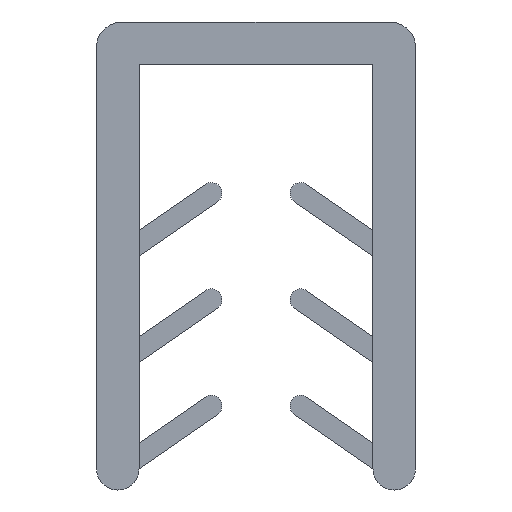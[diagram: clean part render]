
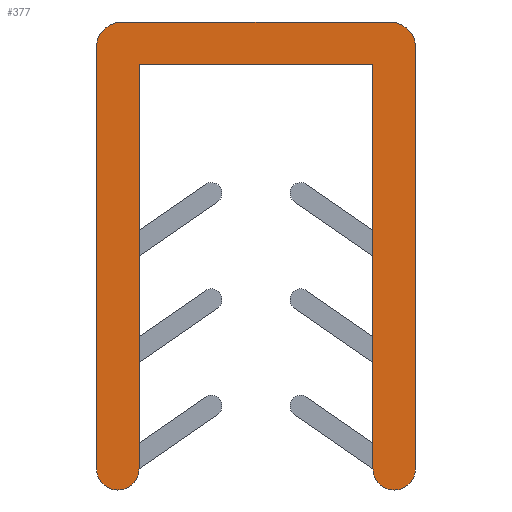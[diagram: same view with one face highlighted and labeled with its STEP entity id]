
A CAD part, front view. The second image highlights one B-rep face of the part: STEP entity #377.
In plain terms, the highlighted planar face has unit normal (0, -1, 0).
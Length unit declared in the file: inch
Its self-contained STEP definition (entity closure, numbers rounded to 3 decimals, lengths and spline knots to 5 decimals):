
#35=CARTESIAN_POINT('',(2.62609,6.02514,-0.2475));
#36=VERTEX_POINT('',#35);
#43=CARTESIAN_POINT('',(2.57609,6.02514,-0.2475));
#44=VERTEX_POINT('',#43);
#45=CARTESIAN_POINT('',(2.60109,6.02514,-0.2475));
#46=DIRECTION('',(0.,-1.,0.));
#47=DIRECTION('',(1.,0.,0.));
#48=AXIS2_PLACEMENT_3D('',#45,#46,#47);
#49=CIRCLE('',#48,0.025);
#50=EDGE_CURVE('',#44,#36,#49,.T.);
#74=CARTESIAN_POINT('',(2.62609,6.02514,0.2275));
#75=VERTEX_POINT('',#74);
#82=CARTESIAN_POINT('',(2.62609,6.02514,0.2275));
#83=DIRECTION('',(0.,0.,-1.));
#84=VECTOR('',#83,1.);
#85=LINE('',#82,#84);
#86=EDGE_CURVE('',#75,#36,#85,.T.);
#105=CARTESIAN_POINT('',(2.90109,6.02514,0.2275));
#106=VERTEX_POINT('',#105);
#113=CARTESIAN_POINT('',(2.90109,6.02514,0.2275));
#114=DIRECTION('',(-1.,0.,0.));
#115=VECTOR('',#114,1.);
#116=LINE('',#113,#115);
#117=EDGE_CURVE('',#106,#75,#116,.T.);
#136=CARTESIAN_POINT('',(2.90109,6.02514,-0.2475));
#137=VERTEX_POINT('',#136);
#144=CARTESIAN_POINT('',(2.90109,6.02514,-0.2475));
#145=DIRECTION('',(0.,0.,1.));
#146=VECTOR('',#145,1.);
#147=LINE('',#144,#146);
#148=EDGE_CURVE('',#137,#106,#147,.T.);
#168=CARTESIAN_POINT('',(2.95109,6.02514,-0.2475));
#169=VERTEX_POINT('',#168);
#176=CARTESIAN_POINT('',(2.92609,6.02514,-0.2475));
#177=DIRECTION('',(0.,-1.,0.));
#178=DIRECTION('',(1.,0.,0.));
#179=AXIS2_PLACEMENT_3D('',#176,#177,#178);
#180=CIRCLE('',#179,0.025);
#181=EDGE_CURVE('',#137,#169,#180,.T.);
#200=CARTESIAN_POINT('',(2.95109,6.02514,0.2475));
#201=VERTEX_POINT('',#200);
#208=CARTESIAN_POINT('',(2.95109,6.02514,-0.2475));
#209=DIRECTION('',(0.,0.,1.));
#210=VECTOR('',#209,1.);
#211=LINE('',#208,#210);
#212=EDGE_CURVE('',#169,#201,#211,.T.);
#232=CARTESIAN_POINT('',(2.92109,6.02514,0.2775));
#233=VERTEX_POINT('',#232);
#240=CARTESIAN_POINT('',(2.92109,6.02514,0.2475));
#241=DIRECTION('',(0.,-1.,0.));
#242=DIRECTION('',(1.,0.,0.));
#243=AXIS2_PLACEMENT_3D('',#240,#241,#242);
#244=CIRCLE('',#243,0.03);
#245=EDGE_CURVE('',#201,#233,#244,.T.);
#264=CARTESIAN_POINT('',(2.60609,6.02514,0.2775));
#265=VERTEX_POINT('',#264);
#272=CARTESIAN_POINT('',(2.92109,6.02514,0.2775));
#273=DIRECTION('',(-1.,0.,0.));
#274=VECTOR('',#273,1.);
#275=LINE('',#272,#274);
#276=EDGE_CURVE('',#233,#265,#275,.T.);
#296=CARTESIAN_POINT('',(2.57609,6.02514,0.2475));
#297=VERTEX_POINT('',#296);
#304=CARTESIAN_POINT('',(2.60609,6.02514,0.2475));
#305=DIRECTION('',(0.,-1.,0.));
#306=DIRECTION('',(1.,0.,0.));
#307=AXIS2_PLACEMENT_3D('',#304,#305,#306);
#308=CIRCLE('',#307,0.03);
#309=EDGE_CURVE('',#265,#297,#308,.T.);
#327=CARTESIAN_POINT('',(2.57609,6.02514,0.2475));
#328=DIRECTION('',(0.,0.,-1.));
#329=VECTOR('',#328,1.);
#330=LINE('',#327,#329);
#331=EDGE_CURVE('',#297,#44,#330,.T.);
#360=ORIENTED_EDGE('',*,*,#331,.T.);
#361=ORIENTED_EDGE('',*,*,#50,.T.);
#362=ORIENTED_EDGE('',*,*,#86,.F.);
#363=ORIENTED_EDGE('',*,*,#117,.F.);
#364=ORIENTED_EDGE('',*,*,#148,.F.);
#365=ORIENTED_EDGE('',*,*,#181,.T.);
#366=ORIENTED_EDGE('',*,*,#212,.T.);
#367=ORIENTED_EDGE('',*,*,#245,.T.);
#368=ORIENTED_EDGE('',*,*,#276,.T.);
#369=ORIENTED_EDGE('',*,*,#309,.T.);
#370=EDGE_LOOP('',(#360,#361,#362,#363,#364,#365,#366,#367,#368,#369));
#371=FACE_OUTER_BOUND('',#370,.T.);
#372=CARTESIAN_POINT('',(2.57609,6.02514,0.0929));
#373=DIRECTION('',(0.,1.,0.));
#374=DIRECTION('',(-1.,0.,0.));
#375=AXIS2_PLACEMENT_3D('',#372,#373,#374);
#376=PLANE('',#375);
#377=ADVANCED_FACE('',(#371),#376,.F.);
